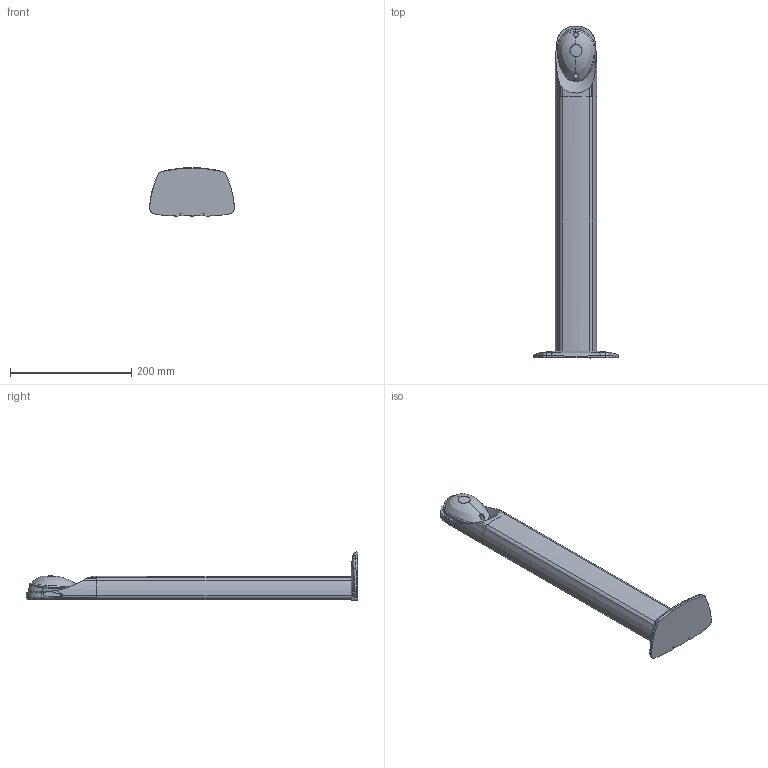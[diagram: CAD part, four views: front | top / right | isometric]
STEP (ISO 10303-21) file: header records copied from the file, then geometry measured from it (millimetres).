
FILE_DESCRIPTION (( 'STEP AP214' ), '1' );
FILE_NAME ('CFT500.STEP', '2023-05-19T12:43:55', ( '' ), ( '' ), 'SwSTEP 2.0', 'SolidWorks 2021', '' );
FILE_SCHEMA (( 'AUTOMOTIVE_DESIGN' ));
Products named in the file (1): CFT500
Bounding box: 139.98 x 547.73 x 79.55 mm (x, y, z)
Volume: 1246806.1 mm3; surface area: 125050.1 mm2
Topology: 1 solids, 3 shells, 201 faces, 543 edges, 345 vertices
Faces by surface type: cylinder 96, bspline 75, plane 20, cone 10
Entity records: 48488 total; most frequent: CARTESIAN_POINT 44154, ORIENTED_EDGE 1078, DIRECTION 620, EDGE_CURVE 539, VERTEX_POINT 345, B_SPLINE_CURVE_WITH_KNOTS 290, AXIS2_PLACEMENT_3D 249, EDGE_LOOP 204
